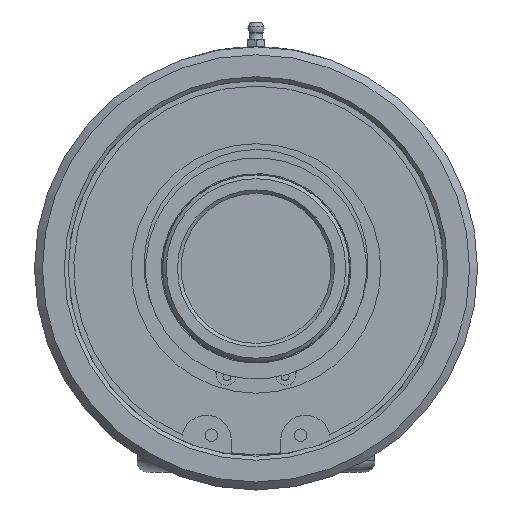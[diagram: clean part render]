
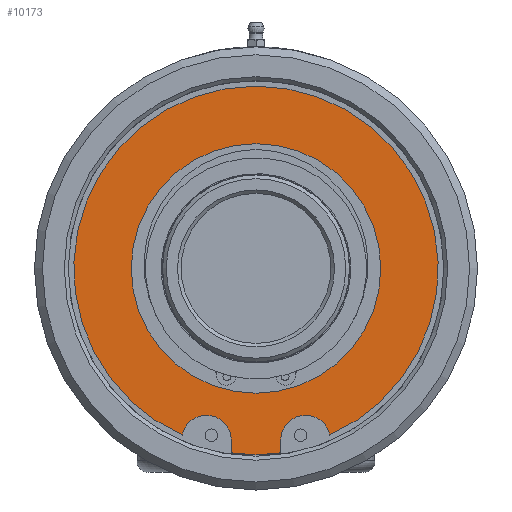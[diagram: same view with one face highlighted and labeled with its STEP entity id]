
A CAD part, left-side view. The second image highlights one B-rep face of the part: STEP entity #10173.
In plain terms, the highlighted planar face has unit normal (-1, 0, 0).
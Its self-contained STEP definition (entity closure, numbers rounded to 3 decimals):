
#462=PLANE('',#11045);
#548=FACE_BOUND('',#1653,.T.);
#1028=FACE_OUTER_BOUND('',#1652,.T.);
#1652=EDGE_LOOP('',(#8832,#8833,#8834,#8835,#8836,#8837));
#1653=EDGE_LOOP('',(#8838));
#2902=LINE('',#23860,#3430);
#2905=LINE('',#23879,#3433);
#3430=VECTOR('',#13129,5.231);
#3433=VECTOR('',#13146,5.231);
#3705=CIRCLE('',#11034,9.97);
#3707=CIRCLE('',#11037,73.279);
#3709=CIRCLE('',#11040,9.97);
#3712=CIRCLE('',#11046,74.93);
#3713=CIRCLE('',#11047,50.165);
#4670=VERTEX_POINT('',#23844);
#4672=VERTEX_POINT('',#23848);
#4675=VERTEX_POINT('',#23858);
#4681=VERTEX_POINT('',#23878);
#4683=VERTEX_POINT('',#23884);
#4685=VERTEX_POINT('',#23890);
#4687=VERTEX_POINT('',#23903);
#6094=EDGE_CURVE('',#4672,#4675,#2902,.T.);
#6102=EDGE_CURVE('',#4681,#4670,#2905,.T.);
#6105=EDGE_CURVE('',#4683,#4681,#3705,.T.);
#6108=EDGE_CURVE('',#4685,#4683,#3707,.T.);
#6111=EDGE_CURVE('',#4675,#4685,#3709,.T.);
#6114=EDGE_CURVE('',#4672,#4670,#3712,.T.);
#6115=EDGE_CURVE('',#4687,#4687,#3713,.T.);
#8832=ORIENTED_EDGE('',*,*,#6094,.T.);
#8833=ORIENTED_EDGE('',*,*,#6111,.T.);
#8834=ORIENTED_EDGE('',*,*,#6108,.T.);
#8835=ORIENTED_EDGE('',*,*,#6105,.T.);
#8836=ORIENTED_EDGE('',*,*,#6102,.T.);
#8837=ORIENTED_EDGE('',*,*,#6114,.F.);
#8838=ORIENTED_EDGE('',*,*,#6115,.T.);
#10173=ADVANCED_FACE('',(#1028,#548),#462,.F.);
#11034=AXIS2_PLACEMENT_3D('',#23885,#13151,#13152);
#11037=AXIS2_PLACEMENT_3D('',#23891,#13158,#13159);
#11040=AXIS2_PLACEMENT_3D('',#23896,#13165,#13166);
#11045=AXIS2_PLACEMENT_3D('',#23901,#13175,#13176);
#11046=AXIS2_PLACEMENT_3D('',#23902,#13177,#13178);
#11047=AXIS2_PLACEMENT_3D('',#23904,#13179,#13180);
#13129=DIRECTION('',(0.,0.,1.));
#13146=DIRECTION('',(0.,0.,-1.));
#13151=DIRECTION('center_axis',(1.,0.,0.));
#13152=DIRECTION('ref_axis',(0.,-1.,0.));
#13158=DIRECTION('center_axis',(-1.,0.,0.));
#13159=DIRECTION('ref_axis',(0.,0.405,0.914));
#13165=DIRECTION('center_axis',(1.,0.,0.));
#13166=DIRECTION('ref_axis',(0.,-0.979,0.205));
#13175=DIRECTION('center_axis',(1.,0.,0.));
#13176=DIRECTION('ref_axis',(0.,0.,-1.));
#13177=DIRECTION('center_axis',(1.,0.,0.));
#13178=DIRECTION('ref_axis',(0.,-1.,0.));
#13179=DIRECTION('center_axis',(1.,0.,0.));
#13180=DIRECTION('ref_axis',(0.,-1.,0.));
#23844=CARTESIAN_POINT('',(-84.203,9.97,-74.264));
#23848=CARTESIAN_POINT('',(-84.203,-9.969,-74.264));
#23858=CARTESIAN_POINT('',(-84.203,-9.969,-69.033));
#23860=CARTESIAN_POINT('',(-84.203,-9.969,-74.264));
#23878=CARTESIAN_POINT('',(-84.203,9.97,-69.033));
#23879=CARTESIAN_POINT('',(-84.203,9.97,-69.033));
#23884=CARTESIAN_POINT('',(-84.203,29.697,-66.992));
#23885=CARTESIAN_POINT('Origin',(-84.203,19.939,-69.033));
#23890=CARTESIAN_POINT('',(-84.203,-29.697,-66.992));
#23891=CARTESIAN_POINT('Origin',(-84.203,0.,0.));
#23896=CARTESIAN_POINT('Origin',(-84.203,-19.939,-69.033));
#23901=CARTESIAN_POINT('Origin',(-84.203,0.,0.));
#23902=CARTESIAN_POINT('Origin',(-84.203,0.,0.));
#23903=CARTESIAN_POINT('',(-84.203,50.165,0.));
#23904=CARTESIAN_POINT('Origin',(-84.203,0.,0.));
